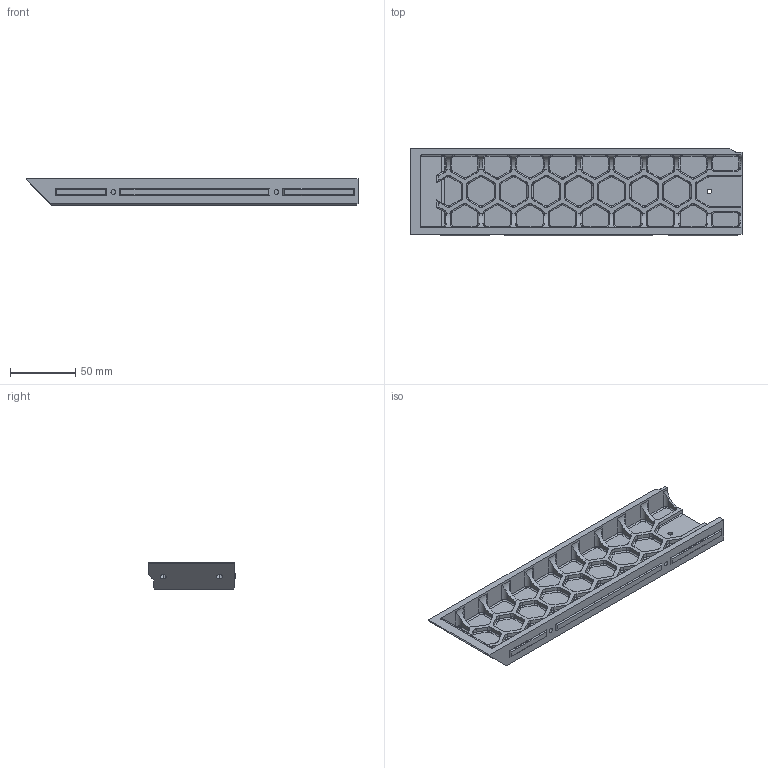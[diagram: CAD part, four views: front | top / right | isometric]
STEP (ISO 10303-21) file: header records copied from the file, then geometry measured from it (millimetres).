
FILE_DESCRIPTION (( 'STEP AP214' ), '1' );
FILE_NAME ('voron_2.4_350_top_extension_left.STEP', '2024-05-28T22:05:59', ( '' ), ( '' ), 'SwSTEP 2.0', 'SolidWorks 2024', '' );
FILE_SCHEMA (( 'AUTOMOTIVE_DESIGN' ));
Length unit declared in the file: millimetre
Products named in the file (1): voron_2.4_350_top_extension_left
Bounding box: 254.43 x 67 x 20 mm (x, y, z)
Volume: 101683.9 mm3; surface area: 57748.1 mm2
Topology: 1 solids, 1 shells, 702 faces, 1748 edges, 1060 vertices
Faces by surface type: cylinder 326, plane 202, torus 160, bspline 8, cone 6
Entity records: 21548 total; most frequent: CARTESIAN_POINT 4468, DIRECTION 3840, ORIENTED_EDGE 3496, EDGE_CURVE 1748, AXIS2_PLACEMENT_3D 1500, VERTEX_POINT 1060, LINE 840, VECTOR 840
